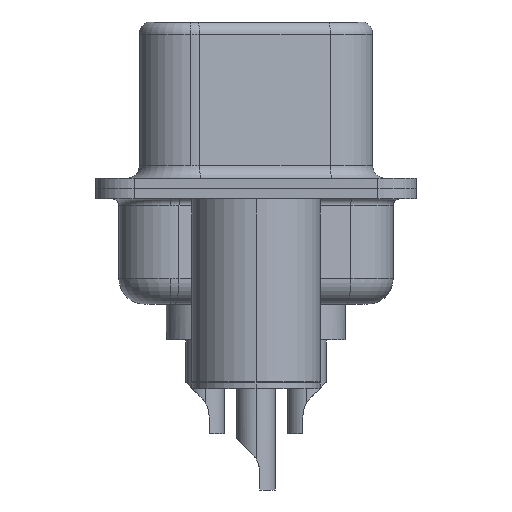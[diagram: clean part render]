
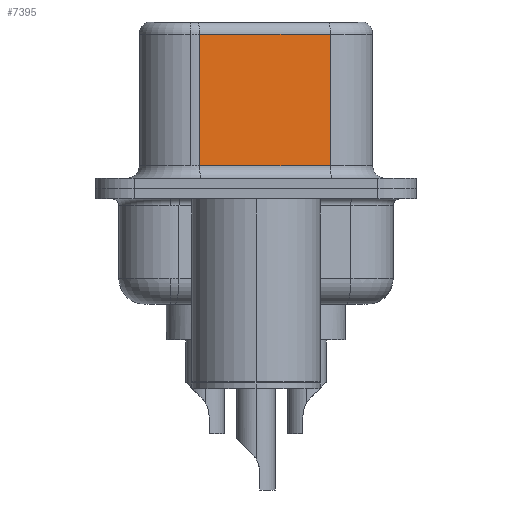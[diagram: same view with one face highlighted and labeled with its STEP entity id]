
A CAD part, left-side view. The second image highlights one B-rep face of the part: STEP entity #7395.
In plain terms, the highlighted planar face has unit normal (-0.985, -0.174, 0).
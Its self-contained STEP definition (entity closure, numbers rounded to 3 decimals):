
#736 = ORIENTED_EDGE ( 'NONE', *, *, #1557, .T. ) ;
#1219 = VERTEX_POINT ( 'NONE', #7058 ) ;
#1311 = CARTESIAN_POINT ( 'NONE',  ( 4.58, -2.897, 6.52 ) ) ;
#1331 = FACE_OUTER_BOUND ( 'NONE', #10783, .T. ) ;
#1557 = EDGE_CURVE ( 'NONE', #15777, #8654, #15330, .T. ) ;
#1605 = VERTEX_POINT ( 'NONE', #5816 ) ;
#1829 = DIRECTION ( 'NONE',  ( 0.985, 0.174, 0. ) ) ;
#2278 = LINE ( 'NONE', #7762, #12620 ) ;
#2685 = VECTOR ( 'NONE', #17423, 1000. ) ;
#3584 = VECTOR ( 'NONE', #16847, 1000. ) ;
#4515 = PLANE ( 'NONE',  #16254 ) ;
#4839 = CARTESIAN_POINT ( 'NONE',  ( 3.68, 2.203, 6.02 ) ) ;
#5816 = CARTESIAN_POINT ( 'NONE',  ( 4.58, -2.897, 0.9 ) ) ;
#7058 = CARTESIAN_POINT ( 'NONE',  ( 3.68, 2.203, 0.9 ) ) ;
#7395 = ADVANCED_FACE ( 'NONE', ( #1331 ), #4515, .F. ) ;
#7449 = CARTESIAN_POINT ( 'NONE',  ( 3.68, 2.203, 6.52 ) ) ;
#7762 = CARTESIAN_POINT ( 'NONE',  ( 4.58, -2.897, 0.9 ) ) ;
#8185 = VECTOR ( 'NONE', #8695, 1000. ) ;
#8654 = VERTEX_POINT ( 'NONE', #4839 ) ;
#8657 = CARTESIAN_POINT ( 'NONE',  ( 4.58, -2.897, 6.02 ) ) ;
#8695 = DIRECTION ( 'NONE',  ( -0.174, 0.985, 0. ) ) ;
#9937 = CARTESIAN_POINT ( 'NONE',  ( 4.58, -2.897, 6.52 ) ) ;
#10689 = LINE ( 'NONE', #1311, #2685 ) ;
#10783 = EDGE_LOOP ( 'NONE', ( #11303, #736, #13484, #13121 ) ) ;
#11262 = DIRECTION ( 'NONE',  ( -0.174, 0.985, 0. ) ) ;
#11303 = ORIENTED_EDGE ( 'NONE', *, *, #17259, .F. ) ;
#12620 = VECTOR ( 'NONE', #17137, 1000. ) ;
#13121 = ORIENTED_EDGE ( 'NONE', *, *, #16265, .T. ) ;
#13484 = ORIENTED_EDGE ( 'NONE', *, *, #14840, .T. ) ;
#14840 = EDGE_CURVE ( 'NONE', #8654, #1219, #17015, .T. ) ;
#15330 = LINE ( 'NONE', #8657, #8185 ) ;
#15628 = CARTESIAN_POINT ( 'NONE',  ( 4.58, -2.897, 6.02 ) ) ;
#15777 = VERTEX_POINT ( 'NONE', #15628 ) ;
#16254 = AXIS2_PLACEMENT_3D ( 'NONE', #9937, #1829, #11262 ) ;
#16265 = EDGE_CURVE ( 'NONE', #1219, #1605, #2278, .T. ) ;
#16847 = DIRECTION ( 'NONE',  ( 0., 0., -1. ) ) ;
#17015 = LINE ( 'NONE', #7449, #3584 ) ;
#17137 = DIRECTION ( 'NONE',  ( 0.174, -0.985, 0. ) ) ;
#17259 = EDGE_CURVE ( 'NONE', #15777, #1605, #10689, .T. ) ;
#17423 = DIRECTION ( 'NONE',  ( 0., 0., -1. ) ) ;
